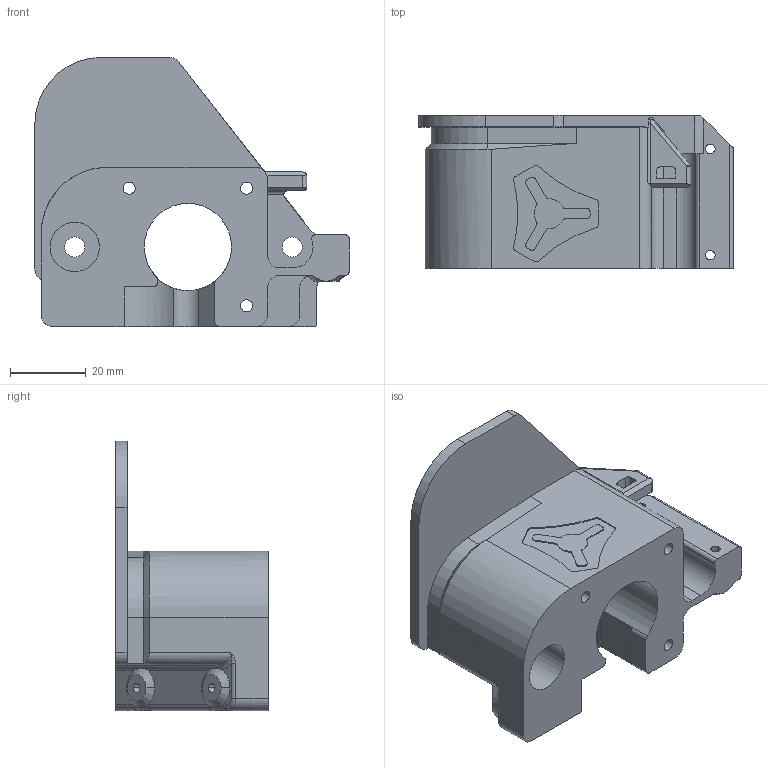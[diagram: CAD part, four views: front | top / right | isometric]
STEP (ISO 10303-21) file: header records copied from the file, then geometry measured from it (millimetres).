
FILE_DESCRIPTION (( 'STEP AP214' ), '1' );
FILE_NAME ('Power Corner Main.STEP', '2021-07-03T02:08:27', ( '' ), ( '' ), 'SwSTEP 2.0', 'SolidWorks 2018', '' );
FILE_SCHEMA (( 'AUTOMOTIVE_DESIGN' ));
Length unit declared in the file: millimetre
Products named in the file (1): Power Corner Main
Bounding box: 82.83 x 40.25 x 70.99 mm (x, y, z)
Volume: 73581.3 mm3; surface area: 24844.3 mm2
Topology: 1 solids, 1 shells, 252 faces, 682 edges, 436 vertices
Faces by surface type: plane 122, cylinder 103, cone 17, bspline 8, sphere 2
Entity records: 8347 total; most frequent: CARTESIAN_POINT 1912, ORIENTED_EDGE 1362, DIRECTION 1360, EDGE_CURVE 681, AXIS2_PLACEMENT_3D 492, VERTEX_POINT 436, VECTOR 376, LINE 376
